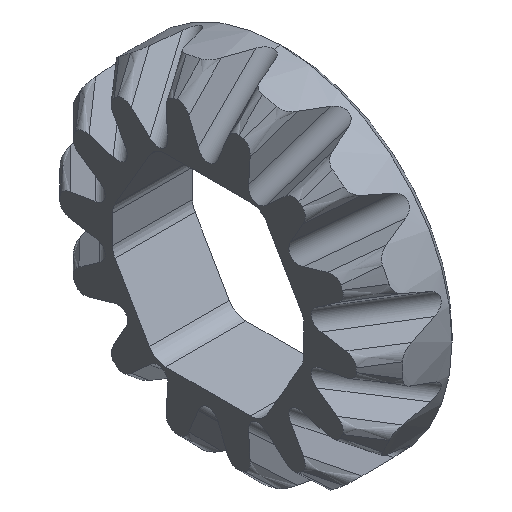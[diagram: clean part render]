
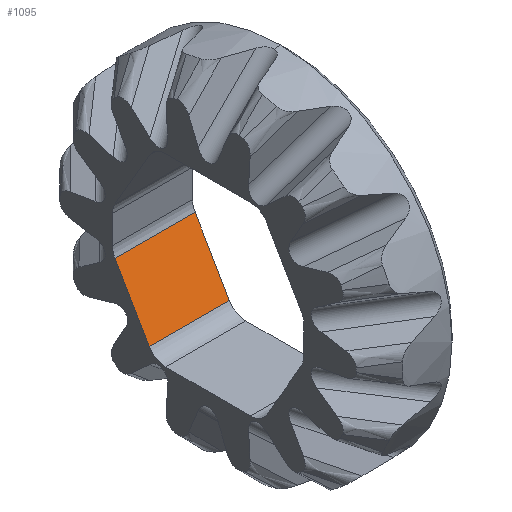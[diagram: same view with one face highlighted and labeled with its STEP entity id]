
A CAD part, isometric view. The second image highlights one B-rep face of the part: STEP entity #1095.
In plain terms, the highlighted planar face has unit normal (0, -0.866, 0.5).
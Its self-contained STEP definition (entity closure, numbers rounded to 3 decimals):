
#227 = LINE ( 'NONE', #4187, #3608 ) ;
#298 = VERTEX_POINT ( 'NONE', #310 ) ;
#310 = CARTESIAN_POINT ( 'NONE',  ( 2.1, 2.444, -0.616 ) ) ;
#366 = FACE_OUTER_BOUND ( 'NONE', #1873, .T. ) ;
#383 = ORIENTED_EDGE ( 'NONE', *, *, #1679, .F. ) ;
#391 = CARTESIAN_POINT ( 'NONE',  ( 0., 1.544, -2.175 ) ) ;
#590 = DIRECTION ( 'NONE',  ( 0., 0.5, 0.866 ) ) ;
#606 = EDGE_CURVE ( 'NONE', #3949, #2077, #1190, .T. ) ;
#672 = DIRECTION ( 'NONE',  ( 0., 0.866, -0.5 ) ) ;
#796 = VECTOR ( 'NONE', #864, 1000. ) ;
#864 = DIRECTION ( 'NONE',  ( 1., 0., 0. ) ) ;
#1002 = PLANE ( 'NONE',  #3425 ) ;
#1095 = ADVANCED_FACE ( 'NONE', ( #366 ), #1002, .F. ) ;
#1190 = LINE ( 'NONE', #3830, #796 ) ;
#1341 = LINE ( 'NONE', #3346, #3568 ) ;
#1679 = EDGE_CURVE ( 'NONE', #3949, #3868, #3558, .T. ) ;
#1873 = EDGE_LOOP ( 'NONE', ( #3676, #3083, #383, #3192 ) ) ;
#2077 = VERTEX_POINT ( 'NONE', #3925 ) ;
#2326 = DIRECTION ( 'NONE',  ( 0., 0.5, 0.866 ) ) ;
#2344 = EDGE_CURVE ( 'NONE', #3868, #298, #1341, .T. ) ;
#2630 = DIRECTION ( 'NONE',  ( 1., 0., 0. ) ) ;
#2864 = CARTESIAN_POINT ( 'NONE',  ( 0., 1.544, -2.175 ) ) ;
#3083 = ORIENTED_EDGE ( 'NONE', *, *, #2344, .F. ) ;
#3192 = ORIENTED_EDGE ( 'NONE', *, *, #606, .T. ) ;
#3306 = EDGE_CURVE ( 'NONE', #2077, #298, #227, .T. ) ;
#3346 = CARTESIAN_POINT ( 'NONE',  ( 0., 2.444, -0.616 ) ) ;
#3357 = VECTOR ( 'NONE', #590, 1000. ) ;
#3425 = AXIS2_PLACEMENT_3D ( 'NONE', #391, #672, #2326 ) ;
#3558 = LINE ( 'NONE', #3619, #3357 ) ;
#3568 = VECTOR ( 'NONE', #2630, 1000. ) ;
#3608 = VECTOR ( 'NONE', #4127, 1000. ) ;
#3619 = CARTESIAN_POINT ( 'NONE',  ( 0., 1.544, -2.175 ) ) ;
#3630 = CARTESIAN_POINT ( 'NONE',  ( 0., 2.444, -0.616 ) ) ;
#3676 = ORIENTED_EDGE ( 'NONE', *, *, #3306, .T. ) ;
#3830 = CARTESIAN_POINT ( 'NONE',  ( 0., 1.544, -2.175 ) ) ;
#3868 = VERTEX_POINT ( 'NONE', #3630 ) ;
#3925 = CARTESIAN_POINT ( 'NONE',  ( 2.1, 1.544, -2.175 ) ) ;
#3949 = VERTEX_POINT ( 'NONE', #2864 ) ;
#4127 = DIRECTION ( 'NONE',  ( 0., 0.5, 0.866 ) ) ;
#4187 = CARTESIAN_POINT ( 'NONE',  ( 2.1, 1.544, -2.175 ) ) ;
